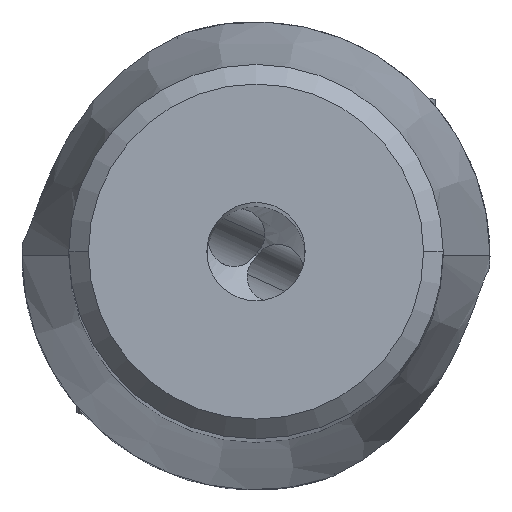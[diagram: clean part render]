
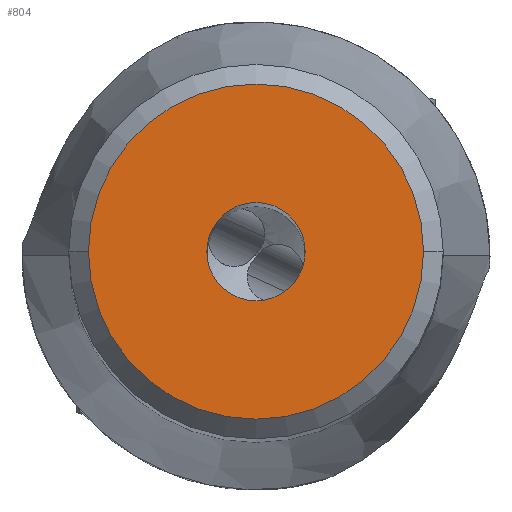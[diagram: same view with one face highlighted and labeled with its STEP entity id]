
A CAD part, top view. The second image highlights one B-rep face of the part: STEP entity #804.
In plain terms, the highlighted planar face has unit normal (0, 0, 1).
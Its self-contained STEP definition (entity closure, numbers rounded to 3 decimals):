
#100=FACE_BOUND('',#1511,.T.);
#101=FACE_BOUND('',#1512,.T.);
#213=PLANE('',#5865);
#804=ADVANCED_FACE('',(#100,#101),#213,.T.);
#1511=EDGE_LOOP('',(#2664,#2665));
#1512=EDGE_LOOP('',(#2666,#2667));
#1742=CIRCLE('',#5709,2.5);
#1821=CIRCLE('',#5857,2.5);
#1823=CIRCLE('',#5863,8.525);
#1824=CIRCLE('',#5864,8.525);
#2664=ORIENTED_EDGE('',*,*,#4761,.F.);
#2665=ORIENTED_EDGE('',*,*,#4762,.F.);
#2666=ORIENTED_EDGE('',*,*,#4517,.F.);
#2667=ORIENTED_EDGE('',*,*,#4753,.F.);
#3899=VERTEX_POINT('',#8874);
#3900=VERTEX_POINT('',#8876);
#4076=VERTEX_POINT('',#11093);
#4077=VERTEX_POINT('',#11094);
#4517=EDGE_CURVE('',#3899,#3900,#1742,.T.);
#4753=EDGE_CURVE('',#3900,#3899,#1821,.T.);
#4761=EDGE_CURVE('',#4076,#4077,#1823,.T.);
#4762=EDGE_CURVE('',#4077,#4076,#1824,.T.);
#5709=AXIS2_PLACEMENT_3D('',#8875,#6476,#6477);
#5857=AXIS2_PLACEMENT_3D('',#10954,#6827,#6828);
#5863=AXIS2_PLACEMENT_3D('',#11092,#6841,#6842);
#5864=AXIS2_PLACEMENT_3D('',#11095,#6843,#6844);
#5865=AXIS2_PLACEMENT_3D('',#11096,#6845,#6846);
#6476=DIRECTION('',(0.,0.,1.));
#6477=DIRECTION('',(1.,0.,0.));
#6827=DIRECTION('',(0.,0.,1.));
#6828=DIRECTION('',(-1.,0.,0.));
#6841=DIRECTION('',(0.,0.,-1.));
#6842=DIRECTION('',(-1.,0.,0.));
#6843=DIRECTION('',(0.,0.,-1.));
#6844=DIRECTION('',(1.,0.,0.));
#6845=DIRECTION('',(0.,0.,1.));
#6846=DIRECTION('',(1.,0.,0.));
#8874=CARTESIAN_POINT('',(2.5,0.,0.));
#8875=CARTESIAN_POINT('',(0.,0.,0.));
#8876=CARTESIAN_POINT('',(-2.5,0.,0.));
#10954=CARTESIAN_POINT('',(0.,0.,0.));
#11092=CARTESIAN_POINT('',(0.,0.,0.));
#11093=CARTESIAN_POINT('',(-8.525,0.,0.));
#11094=CARTESIAN_POINT('',(8.525,0.,0.));
#11095=CARTESIAN_POINT('',(0.,0.,0.));
#11096=CARTESIAN_POINT('',(0.,0.,0.));
